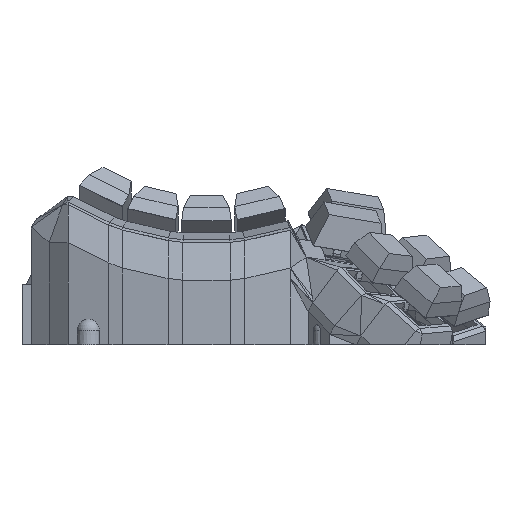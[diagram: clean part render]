
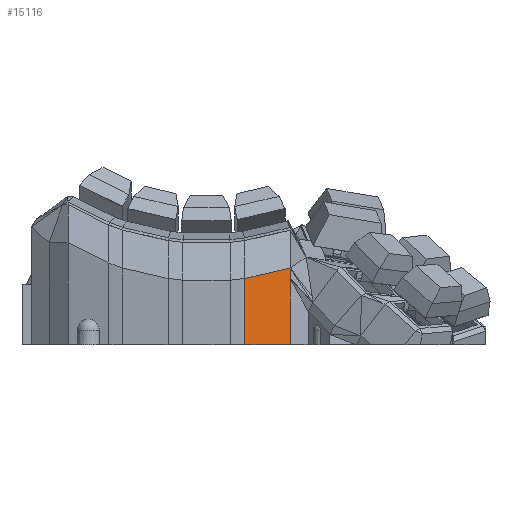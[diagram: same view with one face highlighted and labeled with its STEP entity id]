
A CAD part, left-side view. The second image highlights one B-rep face of the part: STEP entity #15116.
In plain terms, the highlighted planar face has unit normal (-0.991, -0.133, 0).
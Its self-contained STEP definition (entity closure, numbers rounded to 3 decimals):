
#238 = PLANE('',#239);
#239 = AXIS2_PLACEMENT_3D('',#240,#241,#242);
#240 = CARTESIAN_POINT('',(-175.,-175.,0.));
#241 = DIRECTION('',(0.,0.,1.));
#242 = DIRECTION('',(1.,0.,0.));
#2721 = VERTEX_POINT('',#2722);
#2722 = CARTESIAN_POINT('',(-83.268,-14.211,0.));
#2735 = PLANE('',#2736);
#2736 = AXIS2_PLACEMENT_3D('',#2737,#2738,#2739);
#2737 = CARTESIAN_POINT('',(-83.405,-12.136,
    21.532));
#2738 = DIRECTION('',(0.998,0.066,0.));
#2739 = DIRECTION('',(-0.066,0.998,0.));
#2746 = EDGE_CURVE('',#2747,#2721,#2749,.T.);
#2747 = VERTEX_POINT('',#2748);
#2748 = CARTESIAN_POINT('',(-81.017,-31.018,0.));
#2749 = SURFACE_CURVE('',#2750,(#2754,#2760),.PCURVE_S1.);
#2750 = LINE('',#2751,#2752);
#2751 = CARTESIAN_POINT('',(-72.877,-91.772,0.));
#2752 = VECTOR('',#2753,1.);
#2753 = DIRECTION('',(-0.133,0.991,0.));
#2754 = PCURVE('',#238,#2755);
#2755 = DEFINITIONAL_REPRESENTATION('',(#2756),#2759);
#2756 = B_SPLINE_CURVE_WITH_KNOTS('',1,(#2757,#2758),.UNSPECIFIED.,.F.,
  .F.,(2,2),(61.297,78.254),.PIECEWISE_BEZIER_KNOTS.);
#2757 = CARTESIAN_POINT('',(93.983,143.982));
#2758 = CARTESIAN_POINT('',(91.732,160.789));
#2759 = ( GEOMETRIC_REPRESENTATION_CONTEXT(2) 
PARAMETRIC_REPRESENTATION_CONTEXT() REPRESENTATION_CONTEXT('2D SPACE',''
  ) );
#2760 = PCURVE('',#2761,#2766);
#2761 = PLANE('',#2762);
#2762 = AXIS2_PLACEMENT_3D('',#2763,#2764,#2765);
#2763 = CARTESIAN_POINT('',(-82.03,-23.453,
    23.706));
#2764 = DIRECTION('',(-0.991,-0.133,0.)
  );
#2765 = DIRECTION('',(0.133,-0.991,0.)
  );
#2766 = DEFINITIONAL_REPRESENTATION('',(#2767),#2770);
#2767 = B_SPLINE_CURVE_WITH_KNOTS('',1,(#2768,#2769),.UNSPECIFIED.,.F.,
  .F.,(2,2),(61.297,78.254),.PIECEWISE_BEZIER_KNOTS.);
#2768 = CARTESIAN_POINT('',(7.633,-23.706));
#2769 = CARTESIAN_POINT('',(-9.324,-23.706));
#2770 = ( GEOMETRIC_REPRESENTATION_CONTEXT(2) 
PARAMETRIC_REPRESENTATION_CONTEXT() REPRESENTATION_CONTEXT('2D SPACE',''
  ) );
#2787 = PLANE('',#2788);
#2788 = AXIS2_PLACEMENT_3D('',#2789,#2790,#2791);
#2789 = CARTESIAN_POINT('',(-79.757,-32.745,
    7.426));
#2790 = DIRECTION('',(-0.808,-0.589,
    0.));
#2791 = DIRECTION('',(0.589,-0.808,0.
    ));
#15070 = VERTEX_POINT('',#15071);
#15071 = CARTESIAN_POINT('',(-81.017,-31.018,
    24.329));
#15095 = EDGE_CURVE('',#15070,#2747,#15096,.T.);
#15096 = SURFACE_CURVE('',#15097,(#15101,#15108),.PCURVE_S1.);
#15097 = LINE('',#15098,#15099);
#15098 = CARTESIAN_POINT('',(-81.017,-31.018,
    28.329));
#15099 = VECTOR('',#15100,1.);
#15100 = DIRECTION('',(0.,0.,-1.));
#15101 = PCURVE('',#2787,#15102);
#15102 = DEFINITIONAL_REPRESENTATION('',(#15103),#15107);
#15103 = LINE('',#15104,#15105);
#15104 = CARTESIAN_POINT('',(-2.137,20.903));
#15105 = VECTOR('',#15106,1.);
#15106 = DIRECTION('',(0.,-1.));
#15107 = ( GEOMETRIC_REPRESENTATION_CONTEXT(2) 
PARAMETRIC_REPRESENTATION_CONTEXT() REPRESENTATION_CONTEXT('2D SPACE',''
  ) );
#15108 = PCURVE('',#2761,#15109);
#15109 = DEFINITIONAL_REPRESENTATION('',(#15110),#15114);
#15110 = LINE('',#15111,#15112);
#15111 = CARTESIAN_POINT('',(7.633,4.623));
#15112 = VECTOR('',#15113,1.);
#15113 = DIRECTION('',(0.,-1.));
#15114 = ( GEOMETRIC_REPRESENTATION_CONTEXT(2) 
PARAMETRIC_REPRESENTATION_CONTEXT() REPRESENTATION_CONTEXT('2D SPACE',''
  ) );
#15116 = ADVANCED_FACE('',(#15117),#2761,.T.);
#15117 = FACE_BOUND('',#15118,.T.);
#15118 = EDGE_LOOP('',(#15119,#15147,#15175,#15196,#15197));
#15119 = ORIENTED_EDGE('',*,*,#15120,.F.);
#15120 = EDGE_CURVE('',#15121,#15070,#15123,.T.);
#15121 = VERTEX_POINT('',#15122);
#15122 = CARTESIAN_POINT('',(-81.017,-31.018,
    28.329));
#15123 = SURFACE_CURVE('',#15124,(#15128,#15135),.PCURVE_S1.);
#15124 = LINE('',#15125,#15126);
#15125 = CARTESIAN_POINT('',(-81.017,-31.018,
    28.329));
#15126 = VECTOR('',#15127,1.);
#15127 = DIRECTION('',(0.,0.,-1.));
#15128 = PCURVE('',#2761,#15129);
#15129 = DEFINITIONAL_REPRESENTATION('',(#15130),#15134);
#15130 = LINE('',#15131,#15132);
#15131 = CARTESIAN_POINT('',(7.633,4.623));
#15132 = VECTOR('',#15133,1.);
#15133 = DIRECTION('',(0.,-1.));
#15134 = ( GEOMETRIC_REPRESENTATION_CONTEXT(2) 
PARAMETRIC_REPRESENTATION_CONTEXT() REPRESENTATION_CONTEXT('2D SPACE',''
  ) );
#15135 = PCURVE('',#15136,#15141);
#15136 = PLANE('',#15137);
#15137 = AXIS2_PLACEMENT_3D('',#15138,#15139,#15140);
#15138 = CARTESIAN_POINT('',(-79.553,-34.652,
    21.719));
#15139 = DIRECTION('',(-0.928,-0.374,
    0.));
#15140 = DIRECTION('',(0.374,-0.928,0.));
#15141 = DEFINITIONAL_REPRESENTATION('',(#15142),#15146);
#15142 = LINE('',#15143,#15144);
#15143 = CARTESIAN_POINT('',(-3.918,6.611));
#15144 = VECTOR('',#15145,1.);
#15145 = DIRECTION('',(0.,-1.));
#15146 = ( GEOMETRIC_REPRESENTATION_CONTEXT(2) 
PARAMETRIC_REPRESENTATION_CONTEXT() REPRESENTATION_CONTEXT('2D SPACE',''
  ) );
#15147 = ORIENTED_EDGE('',*,*,#15148,.F.);
#15148 = EDGE_CURVE('',#15149,#15121,#15151,.T.);
#15149 = VERTEX_POINT('',#15150);
#15150 = CARTESIAN_POINT('',(-83.268,-14.211,
    24.429));
#15151 = SURFACE_CURVE('',#15152,(#15156,#15163),.PCURVE_S1.);
#15152 = LINE('',#15153,#15154);
#15153 = CARTESIAN_POINT('',(-83.268,-14.211,
    24.429));
#15154 = VECTOR('',#15155,1.);
#15155 = DIRECTION('',(0.129,-0.966,0.224));
#15156 = PCURVE('',#2761,#15157);
#15157 = DEFINITIONAL_REPRESENTATION('',(#15158),#15162);
#15158 = LINE('',#15159,#15160);
#15159 = CARTESIAN_POINT('',(-9.324,0.723));
#15160 = VECTOR('',#15161,1.);
#15161 = DIRECTION('',(0.975,0.224));
#15162 = ( GEOMETRIC_REPRESENTATION_CONTEXT(2) 
PARAMETRIC_REPRESENTATION_CONTEXT() REPRESENTATION_CONTEXT('2D SPACE',''
  ) );
#15163 = PCURVE('',#15164,#15169);
#15164 = PLANE('',#15165);
#15165 = AXIS2_PLACEMENT_3D('',#15166,#15167,#15168);
#15166 = CARTESIAN_POINT('',(-78.486,-25.014,
    36.275));
#15167 = DIRECTION('',(-0.941,-0.048,
    0.336));
#15168 = DIRECTION('',(-0.336,0.,-0.942));
#15169 = DEFINITIONAL_REPRESENTATION('',(#15170),#15174);
#15170 = LINE('',#15171,#15172);
#15171 = CARTESIAN_POINT('',(12.765,-10.815));
#15172 = VECTOR('',#15173,1.);
#15173 = DIRECTION('',(-0.255,0.967));
#15174 = ( GEOMETRIC_REPRESENTATION_CONTEXT(2) 
PARAMETRIC_REPRESENTATION_CONTEXT() REPRESENTATION_CONTEXT('2D SPACE',''
  ) );
#15175 = ORIENTED_EDGE('',*,*,#15176,.T.);
#15176 = EDGE_CURVE('',#15149,#2721,#15177,.T.);
#15177 = SURFACE_CURVE('',#15178,(#15182,#15189),.PCURVE_S1.);
#15178 = LINE('',#15179,#15180);
#15179 = CARTESIAN_POINT('',(-83.268,-14.211,
    24.429));
#15180 = VECTOR('',#15181,1.);
#15181 = DIRECTION('',(0.,0.,-1.));
#15182 = PCURVE('',#2761,#15183);
#15183 = DEFINITIONAL_REPRESENTATION('',(#15184),#15188);
#15184 = LINE('',#15185,#15186);
#15185 = CARTESIAN_POINT('',(-9.324,0.723));
#15186 = VECTOR('',#15187,1.);
#15187 = DIRECTION('',(0.,-1.));
#15188 = ( GEOMETRIC_REPRESENTATION_CONTEXT(2) 
PARAMETRIC_REPRESENTATION_CONTEXT() REPRESENTATION_CONTEXT('2D SPACE',''
  ) );
#15189 = PCURVE('',#2735,#15190);
#15190 = DEFINITIONAL_REPRESENTATION('',(#15191),#15195);
#15191 = LINE('',#15192,#15193);
#15192 = CARTESIAN_POINT('',(-2.08,2.897));
#15193 = VECTOR('',#15194,1.);
#15194 = DIRECTION('',(0.,-1.));
#15195 = ( GEOMETRIC_REPRESENTATION_CONTEXT(2) 
PARAMETRIC_REPRESENTATION_CONTEXT() REPRESENTATION_CONTEXT('2D SPACE',''
  ) );
#15196 = ORIENTED_EDGE('',*,*,#2746,.F.);
#15197 = ORIENTED_EDGE('',*,*,#15095,.F.);
